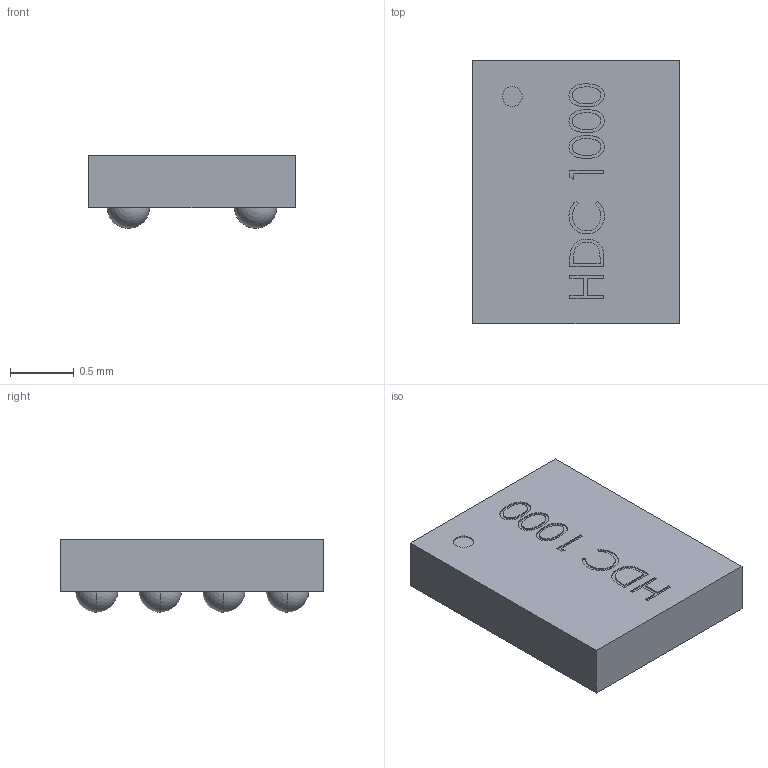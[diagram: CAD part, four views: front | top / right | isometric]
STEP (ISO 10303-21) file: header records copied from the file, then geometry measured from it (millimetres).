
FILE_DESCRIPTION (( 'STEP AP214' ), '1' );
FILE_NAME ('HDC 1000.STEP', '2014-11-03T06:25:45', ( 'admin' ), ( '' ), 'SwSTEP 2.0', 'SolidWorks 2011', '' );
FILE_SCHEMA (( 'AUTOMOTIVE_DESIGN' ));
Length unit declared in the file: millimetre
Products named in the file (1): HDC 1000
Bounding box: 1.62 x 2.07 x 0.57 mm (x, y, z)
Volume: 1.4 mm3; surface area: 10.6 mm2
Topology: 2 solids, 2 shells, 106 faces, 257 edges, 174 vertices
Faces by surface type: plane 45, bspline 43, sphere 16, cylinder 2
Entity records: 6531 total; most frequent: CARTESIAN_POINT 3949, ORIENTED_EDGE 514, DIRECTION 335, EDGE_CURVE 257, VERTEX_POINT 174, LINE 135, VECTOR 135, EDGE_LOOP 125
